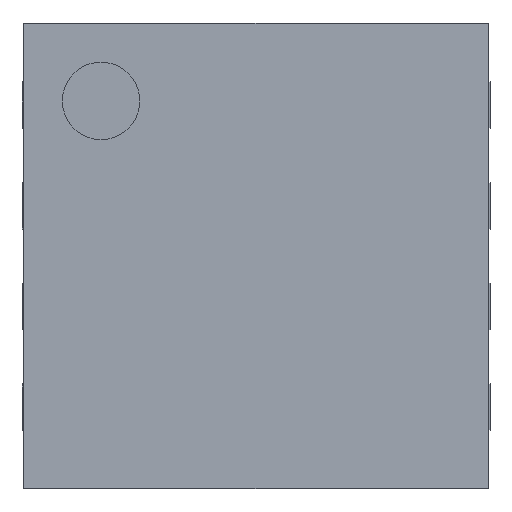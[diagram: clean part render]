
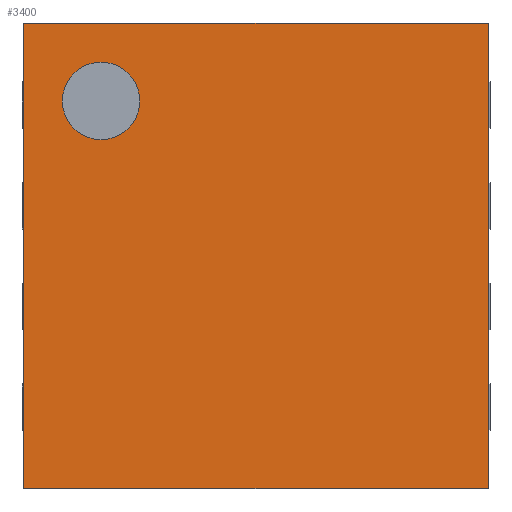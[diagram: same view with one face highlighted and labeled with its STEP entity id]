
A CAD part, top view. The second image highlights one B-rep face of the part: STEP entity #3400.
In plain terms, the highlighted planar face has unit normal (0, 0, 1).
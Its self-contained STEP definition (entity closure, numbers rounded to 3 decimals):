
#384 = PLANE('',#385);
#385 = AXIS2_PLACEMENT_3D('',#386,#387,#388);
#386 = CARTESIAN_POINT('',(-1.5,1.5,0.05));
#387 = DIRECTION('',(1.,0.,0.));
#388 = DIRECTION('',(0.,-1.,0.));
#417 = PLANE('',#418);
#418 = AXIS2_PLACEMENT_3D('',#419,#420,#421);
#419 = CARTESIAN_POINT('',(1.5,-1.5,0.05));
#420 = DIRECTION('',(-1.,0.,0.));
#421 = DIRECTION('',(0.,1.,0.));
#445 = PLANE('',#446);
#446 = AXIS2_PLACEMENT_3D('',#447,#448,#449);
#447 = CARTESIAN_POINT('',(1.5,1.5,0.05));
#448 = DIRECTION('',(0.,-1.,0.));
#449 = DIRECTION('',(-1.,0.,0.));
#864 = PLANE('',#865);
#865 = AXIS2_PLACEMENT_3D('',#866,#867,#868);
#866 = CARTESIAN_POINT('',(-1.5,-1.5,0.05));
#867 = DIRECTION('',(0.,1.,0.));
#868 = DIRECTION('',(1.,0.,0.));
#1334 = VERTEX_POINT('',#1335);
#1335 = CARTESIAN_POINT('',(-1.5,1.5,1.));
#1356 = EDGE_CURVE('',#1334,#1357,#1359,.T.);
#1357 = VERTEX_POINT('',#1358);
#1358 = CARTESIAN_POINT('',(-1.5,-1.5,1.));
#1359 = SURFACE_CURVE('',#1360,(#1364,#1371),.PCURVE_S1.);
#1360 = LINE('',#1361,#1362);
#1361 = CARTESIAN_POINT('',(-1.5,1.5,1.));
#1362 = VECTOR('',#1363,1.);
#1363 = DIRECTION('',(0.,-1.,0.));
#1364 = PCURVE('',#384,#1365);
#1365 = DEFINITIONAL_REPRESENTATION('',(#1366),#1370);
#1366 = LINE('',#1367,#1368);
#1367 = CARTESIAN_POINT('',(0.,-0.95));
#1368 = VECTOR('',#1369,1.);
#1369 = DIRECTION('',(1.,0.));
#1370 = ( GEOMETRIC_REPRESENTATION_CONTEXT(2) 
PARAMETRIC_REPRESENTATION_CONTEXT() REPRESENTATION_CONTEXT('2D SPACE',''
  ) );
#1371 = PCURVE('',#1372,#1377);
#1372 = PLANE('',#1373);
#1373 = AXIS2_PLACEMENT_3D('',#1374,#1375,#1376);
#1374 = CARTESIAN_POINT('',(0.,0.,1.));
#1375 = DIRECTION('',(0.,0.,1.));
#1376 = DIRECTION('',(1.,0.,0.));
#1377 = DEFINITIONAL_REPRESENTATION('',(#1378),#1382);
#1378 = LINE('',#1379,#1380);
#1379 = CARTESIAN_POINT('',(-1.5,1.5));
#1380 = VECTOR('',#1381,1.);
#1381 = DIRECTION('',(0.,-1.));
#1382 = ( GEOMETRIC_REPRESENTATION_CONTEXT(2) 
PARAMETRIC_REPRESENTATION_CONTEXT() REPRESENTATION_CONTEXT('2D SPACE',''
  ) );
#1493 = VERTEX_POINT('',#1494);
#1494 = CARTESIAN_POINT('',(1.5,-1.5,1.));
#1515 = EDGE_CURVE('',#1493,#1516,#1518,.T.);
#1516 = VERTEX_POINT('',#1517);
#1517 = CARTESIAN_POINT('',(1.5,1.5,1.));
#1518 = SURFACE_CURVE('',#1519,(#1523,#1530),.PCURVE_S1.);
#1519 = LINE('',#1520,#1521);
#1520 = CARTESIAN_POINT('',(1.5,-1.5,1.));
#1521 = VECTOR('',#1522,1.);
#1522 = DIRECTION('',(0.,1.,0.));
#1523 = PCURVE('',#417,#1524);
#1524 = DEFINITIONAL_REPRESENTATION('',(#1525),#1529);
#1525 = LINE('',#1526,#1527);
#1526 = CARTESIAN_POINT('',(0.,-0.95));
#1527 = VECTOR('',#1528,1.);
#1528 = DIRECTION('',(1.,0.));
#1529 = ( GEOMETRIC_REPRESENTATION_CONTEXT(2) 
PARAMETRIC_REPRESENTATION_CONTEXT() REPRESENTATION_CONTEXT('2D SPACE',''
  ) );
#1530 = PCURVE('',#1372,#1531);
#1531 = DEFINITIONAL_REPRESENTATION('',(#1532),#1536);
#1532 = LINE('',#1533,#1534);
#1533 = CARTESIAN_POINT('',(1.5,-1.5));
#1534 = VECTOR('',#1535,1.);
#1535 = DIRECTION('',(0.,1.));
#1536 = ( GEOMETRIC_REPRESENTATION_CONTEXT(2) 
PARAMETRIC_REPRESENTATION_CONTEXT() REPRESENTATION_CONTEXT('2D SPACE',''
  ) );
#2592 = EDGE_CURVE('',#1357,#1493,#2593,.T.);
#2593 = SURFACE_CURVE('',#2594,(#2598,#2605),.PCURVE_S1.);
#2594 = LINE('',#2595,#2596);
#2595 = CARTESIAN_POINT('',(-1.5,-1.5,1.));
#2596 = VECTOR('',#2597,1.);
#2597 = DIRECTION('',(1.,0.,0.));
#2598 = PCURVE('',#864,#2599);
#2599 = DEFINITIONAL_REPRESENTATION('',(#2600),#2604);
#2600 = LINE('',#2601,#2602);
#2601 = CARTESIAN_POINT('',(0.,-0.95));
#2602 = VECTOR('',#2603,1.);
#2603 = DIRECTION('',(1.,0.));
#2604 = ( GEOMETRIC_REPRESENTATION_CONTEXT(2) 
PARAMETRIC_REPRESENTATION_CONTEXT() REPRESENTATION_CONTEXT('2D SPACE',''
  ) );
#2605 = PCURVE('',#1372,#2606);
#2606 = DEFINITIONAL_REPRESENTATION('',(#2607),#2611);
#2607 = LINE('',#2608,#2609);
#2608 = CARTESIAN_POINT('',(-1.5,-1.5));
#2609 = VECTOR('',#2610,1.);
#2610 = DIRECTION('',(1.,0.));
#2611 = ( GEOMETRIC_REPRESENTATION_CONTEXT(2) 
PARAMETRIC_REPRESENTATION_CONTEXT() REPRESENTATION_CONTEXT('2D SPACE',''
  ) );
#3297 = EDGE_CURVE('',#1516,#1334,#3298,.T.);
#3298 = SURFACE_CURVE('',#3299,(#3303,#3310),.PCURVE_S1.);
#3299 = LINE('',#3300,#3301);
#3300 = CARTESIAN_POINT('',(1.5,1.5,1.));
#3301 = VECTOR('',#3302,1.);
#3302 = DIRECTION('',(-1.,0.,0.));
#3303 = PCURVE('',#445,#3304);
#3304 = DEFINITIONAL_REPRESENTATION('',(#3305),#3309);
#3305 = LINE('',#3306,#3307);
#3306 = CARTESIAN_POINT('',(0.,-0.95));
#3307 = VECTOR('',#3308,1.);
#3308 = DIRECTION('',(1.,0.));
#3309 = ( GEOMETRIC_REPRESENTATION_CONTEXT(2) 
PARAMETRIC_REPRESENTATION_CONTEXT() REPRESENTATION_CONTEXT('2D SPACE',''
  ) );
#3310 = PCURVE('',#1372,#3311);
#3311 = DEFINITIONAL_REPRESENTATION('',(#3312),#3316);
#3312 = LINE('',#3313,#3314);
#3313 = CARTESIAN_POINT('',(1.5,1.5));
#3314 = VECTOR('',#3315,1.);
#3315 = DIRECTION('',(-1.,0.));
#3316 = ( GEOMETRIC_REPRESENTATION_CONTEXT(2) 
PARAMETRIC_REPRESENTATION_CONTEXT() REPRESENTATION_CONTEXT('2D SPACE',''
  ) );
#3400 = ADVANCED_FACE('',(#3401,#3407),#1372,.T.);
#3401 = FACE_BOUND('',#3402,.T.);
#3402 = EDGE_LOOP('',(#3403,#3404,#3405,#3406));
#3403 = ORIENTED_EDGE('',*,*,#1356,.T.);
#3404 = ORIENTED_EDGE('',*,*,#2592,.T.);
#3405 = ORIENTED_EDGE('',*,*,#1515,.T.);
#3406 = ORIENTED_EDGE('',*,*,#3297,.T.);
#3407 = FACE_BOUND('',#3408,.T.);
#3408 = EDGE_LOOP('',(#3409));
#3409 = ORIENTED_EDGE('',*,*,#3410,.F.);
#3410 = EDGE_CURVE('',#3411,#3411,#3413,.T.);
#3411 = VERTEX_POINT('',#3412);
#3412 = CARTESIAN_POINT('',(-0.75,1.,1.));
#3413 = SURFACE_CURVE('',#3414,(#3419,#3426),.PCURVE_S1.);
#3414 = CIRCLE('',#3415,0.25);
#3415 = AXIS2_PLACEMENT_3D('',#3416,#3417,#3418);
#3416 = CARTESIAN_POINT('',(-1.,1.,1.));
#3417 = DIRECTION('',(0.,0.,1.));
#3418 = DIRECTION('',(1.,0.,0.));
#3419 = PCURVE('',#1372,#3420);
#3420 = DEFINITIONAL_REPRESENTATION('',(#3421),#3425);
#3421 = CIRCLE('',#3422,0.25);
#3422 = AXIS2_PLACEMENT_2D('',#3423,#3424);
#3423 = CARTESIAN_POINT('',(-1.,1.));
#3424 = DIRECTION('',(1.,0.));
#3425 = ( GEOMETRIC_REPRESENTATION_CONTEXT(2) 
PARAMETRIC_REPRESENTATION_CONTEXT() REPRESENTATION_CONTEXT('2D SPACE',''
  ) );
#3426 = PCURVE('',#3427,#3432);
#3427 = CYLINDRICAL_SURFACE('',#3428,0.25);
#3428 = AXIS2_PLACEMENT_3D('',#3429,#3430,#3431);
#3429 = CARTESIAN_POINT('',(-1.,1.,1.));
#3430 = DIRECTION('',(0.,0.,1.));
#3431 = DIRECTION('',(1.,0.,-0.));
#3432 = DEFINITIONAL_REPRESENTATION('',(#3433),#3437);
#3433 = LINE('',#3434,#3435);
#3434 = CARTESIAN_POINT('',(0.,0.));
#3435 = VECTOR('',#3436,1.);
#3436 = DIRECTION('',(1.,0.));
#3437 = ( GEOMETRIC_REPRESENTATION_CONTEXT(2) 
PARAMETRIC_REPRESENTATION_CONTEXT() REPRESENTATION_CONTEXT('2D SPACE',''
  ) );
